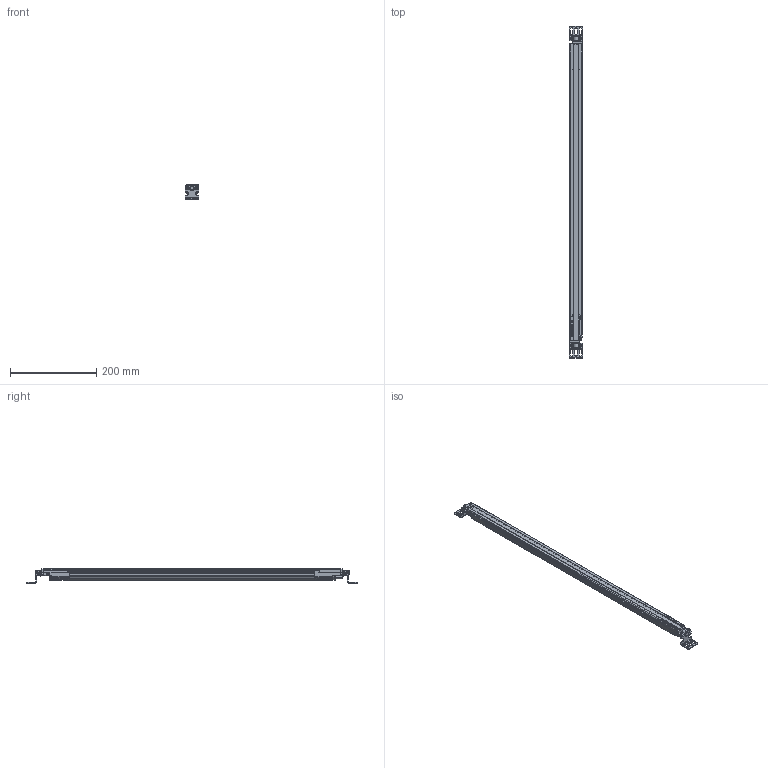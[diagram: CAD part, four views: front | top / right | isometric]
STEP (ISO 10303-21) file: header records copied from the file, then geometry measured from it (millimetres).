
FILE_DESCRIPTION((''),'2;1');
FILE_NAME('141901_ASM','2015-12-02T',('pdmadmin'),(''),'PRO/ENGINEER BY PARAMETRIC TECHNOLOGY CORPORATION, 2013230','PRO/ENGINEER BY PARAMETRIC TECHNOLOGY CORPORATION, 2013230','');
FILE_SCHEMA(('CONFIG_CONTROL_DESIGN'));
Products named in the file (50): 139119; 137693_AF2; 137388; 138906; 138905; 139930; 144262_GASKET_AF1; 144262_AF1_ASM; 138907; 137389_AF47_ASM; 138967; 139928; 139929_LIGHT_PIPE; 139929_ASM; 141056_AF0; 137390_ASM; 138908; 137693_AF3; 138661; 139152; 138910; 137719; 137717; 138654; 137722; 144680; 138659_POTTING; 144132; 138659_ASM; 139152_AF47; 139119_TAPE_AF0; 139119_TAPE_AF1; 139249; 142161; 141996_WINDOW_1; 141996_WINDOW_2; 142161_ASM; 137718; EZS_LP_CORDSET_POTTING_AF1; 137570 ...
Assembly tree (76 placements, depth 4):
  141901_ASM
    139119
    137693_AF2
    137388
    138906
    138905  x5
    137389_AF47_ASM
      144262_AF1_ASM
        139930
        144262_GASKET_AF1
      138907
    138967
    137390_ASM
      139929_ASM
        139928
        139929_LIGHT_PIPE
      141056_AF0
    138908  x2
    137693_AF3
    138661
    139152
    138910
    138659_ASM
      137719
      137717
      138654  x2
      137722
      144680
      138659_POTTING
      144132
    139152_AF47
    139119_TAPE_AF0
    139119_TAPE_AF1
    139249
    142161_ASM
      142161
      141996_WINDOW_1
      141996_WINDOW_2  x10
    EZS_LP_CORDSET_SIMPLIFIED_AF47_ASM
      137718
      137717
      EZS_LP_CORDSET_POTTING_AF1
      137570
      138653_AF1
      138657_SIMPLIFIED
      138655
      138654  x2
    140904  x2
    142038  x4
    140906  x2
    140905  x2
    142039  x4
Bounding box: 32 x 769.55 x 33.03 mm (x, y, z)
Volume: 168620.1 mm3; surface area: 217352.5 mm2
Topology: 70 solids, 95 shells, 4458 faces, 11777 edges, 7482 vertices
Faces by surface type: plane 2132, cylinder 1483, bspline 418, torus 237, cone 131, sphere 57
Entity records: 128466 total; most frequent: CARTESIAN_POINT 52697, ORIENTED_EDGE 16018, DIRECTION 14936, EDGE_CURVE 8051, VECTOR 5268, LINE 5268, VERTEX_POINT 5142, AXIS2_PLACEMENT_3D 4834
